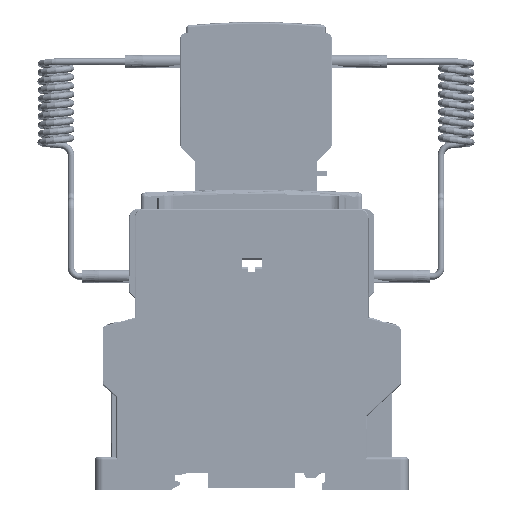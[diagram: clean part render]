
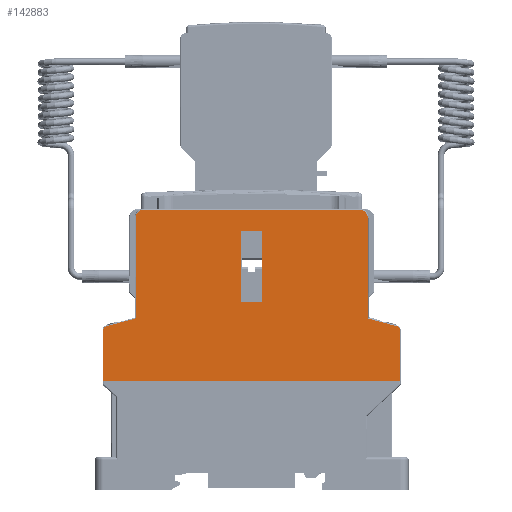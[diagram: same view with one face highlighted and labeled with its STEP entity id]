
A CAD part, top view. The second image highlights one B-rep face of the part: STEP entity #142883.
In plain terms, the highlighted planar face has unit normal (0, 0, 1).
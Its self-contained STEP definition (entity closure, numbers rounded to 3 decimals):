
#7324=DIRECTION('',(1.,0.,0.));
#7325=VECTOR('',#7324,13.471);
#7326=CARTESIAN_POINT('',(20.718,19.751,22.533));
#7327=LINE('',#7326,#7325);
#7328=DIRECTION('',(1.,0.,0.));
#7329=VECTOR('',#7328,5.332);
#7330=CARTESIAN_POINT('',(15.386,19.751,22.533));
#7331=LINE('',#7330,#7329);
#7332=DIRECTION('',(1.,0.,0.));
#7333=VECTOR('',#7332,30.784);
#7334=CARTESIAN_POINT('',(-15.398,19.751,22.533));
#7335=LINE('',#7334,#7333);
#7336=DIRECTION('',(1.,0.,0.));
#7337=VECTOR('',#7336,5.332);
#7338=CARTESIAN_POINT('',(-20.73,19.751,22.533));
#7339=LINE('',#7338,#7337);
#7340=DIRECTION('',(1.,0.,0.));
#7341=VECTOR('',#7340,13.471);
#7342=CARTESIAN_POINT('',(-34.201,19.751,22.533));
#7343=LINE('',#7342,#7341);
#7344=DIRECTION('',(1.,0.,0.));
#7345=VECTOR('',#7344,0.119);
#7346=CARTESIAN_POINT('',(-34.32,19.751,22.533));
#7347=LINE('',#7346,#7345);
#7348=CARTESIAN_POINT('',(-33.515,31.628,22.533));
#7349=DIRECTION('',(0.,0.,1.));
#7350=DIRECTION('',(-0.259,0.966,0.));
#7351=AXIS2_PLACEMENT_3D('',#7348,#7349,#7350);
#7353=DIRECTION('',(-0.966,-0.259,0.));
#7354=VECTOR('',#7353,7.09);
#7355=CARTESIAN_POINT('',(-26.876,34.241,22.533));
#7356=LINE('',#7355,#7354);
#7357=CARTESIAN_POINT('',(-25.065,57.577,22.533));
#7358=DIRECTION('',(0.,0.,1.));
#7359=DIRECTION('',(0.,1.,0.));
#7360=AXIS2_PLACEMENT_3D('',#7357,#7358,#7359);
#7362=CARTESIAN_POINT('',(25.034,57.577,22.533));
#7363=DIRECTION('',(0.,0.,1.));
#7364=DIRECTION('',(1.,0.,0.));
#7365=AXIS2_PLACEMENT_3D('',#7362,#7363,#7364);
#7367=DIRECTION('',(-0.966,0.259,0.));
#7368=VECTOR('',#7367,7.09);
#7369=CARTESIAN_POINT('',(33.693,32.406,22.533));
#7370=LINE('',#7369,#7368);
#7371=CARTESIAN_POINT('',(33.485,31.628,22.533));
#7372=DIRECTION('',(0.,0.,1.));
#7373=DIRECTION('',(1.,0.,0.));
#7374=AXIS2_PLACEMENT_3D('',#7371,#7372,#7373);
#7376=DIRECTION('',(1.,0.,0.));
#7377=VECTOR('',#7376,0.101);
#7378=CARTESIAN_POINT('',(34.189,19.751,22.533));
#7379=LINE('',#7378,#7377);
#7380=DIRECTION('',(-1.,0.,0.));
#7381=VECTOR('',#7380,4.829);
#7382=CARTESIAN_POINT('',(2.399,37.959,22.533));
#7383=LINE('',#7382,#7381);
#7384=DIRECTION('',(0.,-1.,0.));
#7385=VECTOR('',#7384,16.599);
#7386=CARTESIAN_POINT('',(2.399,54.559,22.533));
#7387=LINE('',#7386,#7385);
#7388=DIRECTION('',(1.,0.,0.));
#7389=VECTOR('',#7388,4.829);
#7390=CARTESIAN_POINT('',(-2.43,54.559,22.533));
#7391=LINE('',#7390,#7389);
#7392=DIRECTION('',(0.,1.,0.));
#7393=VECTOR('',#7392,16.599);
#7394=CARTESIAN_POINT('',(-2.43,37.959,22.533));
#7395=LINE('',#7394,#7393);
#31852=DIRECTION('',(0.,-1.,0.));
#31853=VECTOR('',#31852,23.336);
#31854=CARTESIAN_POINT('',(26.845,57.577,22.533));
#31855=LINE('',#31854,#31853);
#31866=CARTESIAN_POINT('',(26.845,34.241,22.533));
#31887=DIRECTION('',(0.,-1.,0.));
#31888=VECTOR('',#31887,11.878);
#31889=CARTESIAN_POINT('',(34.29,31.628,22.533));
#31890=LINE('',#31889,#31888);
#41611=DIRECTION('',(1.,0.,0.));
#41612=VECTOR('',#41611,50.099);
#41613=CARTESIAN_POINT('',(-25.065,59.387,
22.533));
#41614=LINE('',#41613,#41612);
#41650=DIRECTION('',(0.,1.,0.));
#41651=VECTOR('',#41650,23.336);
#41652=CARTESIAN_POINT('',(-26.876,34.241,
22.533));
#41653=LINE('',#41652,#41651);
#41660=CARTESIAN_POINT('',(-26.876,34.241,
22.533));
#41693=DIRECTION('',(0.,1.,0.));
#41694=VECTOR('',#41693,11.878);
#41695=CARTESIAN_POINT('',(-34.32,19.751,
22.533));
#41696=LINE('',#41695,#41694);
#105873=CARTESIAN_POINT('',(20.718,19.751,
22.533));
#105875=VERTEX_POINT('',#105873);
#105896=CARTESIAN_POINT('',(15.386,19.751,
22.533));
#105898=VERTEX_POINT('',#105896);
#105905=CARTESIAN_POINT('',(-15.398,19.751,
22.533));
#105907=VERTEX_POINT('',#105905);
#105920=CARTESIAN_POINT('',(-20.73,19.751,
22.533));
#105922=VERTEX_POINT('',#105920);
#105938=CARTESIAN_POINT('',(-34.201,19.751,
22.533));
#105940=VERTEX_POINT('',#105938);
#108636=CARTESIAN_POINT('',(34.189,19.751,
22.533));
#108637=VERTEX_POINT('',#108636);
#125895=CARTESIAN_POINT('',(-34.32,19.751,
22.533));
#125896=VERTEX_POINT('',#125895);
#125901=CARTESIAN_POINT('',(34.29,19.751,
22.533));
#125902=VERTEX_POINT('',#125901);
#128600=VERTEX_POINT('',#41660);
#128601=CARTESIAN_POINT('',(-33.724,32.406,
22.533));
#128602=VERTEX_POINT('',#128601);
#128605=CARTESIAN_POINT('',(-26.876,57.577,
22.533));
#128606=VERTEX_POINT('',#128605);
#130662=CARTESIAN_POINT('',(-2.43,37.959,
22.533));
#130663=CARTESIAN_POINT('',(-2.43,54.559,
22.533));
#130664=VERTEX_POINT('',#130662);
#130665=VERTEX_POINT('',#130663);
#130670=CARTESIAN_POINT('',(2.399,54.559,
22.533));
#130671=VERTEX_POINT('',#130670);
#130674=CARTESIAN_POINT('',(2.399,37.959,
22.533));
#130675=VERTEX_POINT('',#130674);
#131750=CARTESIAN_POINT('',(-34.32,31.628,
22.533));
#131751=VERTEX_POINT('',#131750);
#131752=CARTESIAN_POINT('',(-25.065,59.387,
22.533));
#131753=VERTEX_POINT('',#131752);
#131754=CARTESIAN_POINT('',(25.034,59.387,
22.533));
#131755=VERTEX_POINT('',#131754);
#131756=CARTESIAN_POINT('',(26.845,57.577,
22.533));
#131757=VERTEX_POINT('',#131756);
#131758=VERTEX_POINT('',#31866);
#131759=CARTESIAN_POINT('',(33.693,32.406,
22.533));
#131760=VERTEX_POINT('',#131759);
#131761=CARTESIAN_POINT('',(34.29,31.628,
22.533));
#131762=VERTEX_POINT('',#131761);
#142834=CARTESIAN_POINT('',(-37.741,-6.657,
22.533));
#142835=DIRECTION('',(0.,0.,1.));
#142836=DIRECTION('',(1.,0.,0.));
#142837=AXIS2_PLACEMENT_3D('',#142834,#142835,#142836);
#142838=PLANE('',#142837);
#142839=ORIENTED_EDGE('',*,*,#142799,.F.);
#142841=ORIENTED_EDGE('',*,*,#142840,.F.);
#142842=ORIENTED_EDGE('',*,*,#142791,.F.);
#142844=ORIENTED_EDGE('',*,*,#142843,.F.);
#142845=ORIENTED_EDGE('',*,*,#142783,.F.);
#142847=ORIENTED_EDGE('',*,*,#142846,.F.);
#142849=ORIENTED_EDGE('',*,*,#142848,.T.);
#142851=ORIENTED_EDGE('',*,*,#142850,.F.);
#142853=ORIENTED_EDGE('',*,*,#142852,.F.);
#142855=ORIENTED_EDGE('',*,*,#142854,.T.);
#142857=ORIENTED_EDGE('',*,*,#142856,.F.);
#142859=ORIENTED_EDGE('',*,*,#142858,.T.);
#142861=ORIENTED_EDGE('',*,*,#142860,.F.);
#142863=ORIENTED_EDGE('',*,*,#142862,.T.);
#142865=ORIENTED_EDGE('',*,*,#142864,.F.);
#142867=ORIENTED_EDGE('',*,*,#142866,.F.);
#142869=ORIENTED_EDGE('',*,*,#142868,.T.);
#142870=ORIENTED_EDGE('',*,*,#142824,.F.);
#142871=EDGE_LOOP('',(#142839,#142841,#142842,#142844,#142845,#142847,#142849,
#142851,#142853,#142855,#142857,#142859,#142861,#142863,#142865,#142867,#142869,
#142870));
#142872=FACE_OUTER_BOUND('',#142871,.F.);
#142874=ORIENTED_EDGE('',*,*,#142873,.F.);
#142876=ORIENTED_EDGE('',*,*,#142875,.F.);
#142878=ORIENTED_EDGE('',*,*,#142877,.F.);
#142880=ORIENTED_EDGE('',*,*,#142879,.F.);
#142881=EDGE_LOOP('',(#142874,#142876,#142878,#142880));
#142882=FACE_BOUND('',#142881,.F.);
#142883=ADVANCED_FACE('',(#142872,#142882),#142838,.T.);
#7352=CIRCLE('',#7351,0.805);
#7361=CIRCLE('',#7360,1.811);
#7366=CIRCLE('',#7365,1.811);
#7375=CIRCLE('',#7374,0.805);
#142783=EDGE_CURVE('',#105940,#105922,#7343,.T.);
#142791=EDGE_CURVE('',#105907,#105898,#7335,.T.);
#142799=EDGE_CURVE('',#105875,#108637,#7327,.T.);
#142824=EDGE_CURVE('',#108637,#125902,#7379,.T.);
#142840=EDGE_CURVE('',#105898,#105875,#7331,.T.);
#142843=EDGE_CURVE('',#105922,#105907,#7339,.T.);
#142846=EDGE_CURVE('',#125896,#105940,#7347,.T.);
#142848=EDGE_CURVE('',#125896,#131751,#41696,.T.);
#142850=EDGE_CURVE('',#128602,#131751,#7352,.T.);
#142852=EDGE_CURVE('',#128600,#128602,#7356,.T.);
#142854=EDGE_CURVE('',#128600,#128606,#41653,.T.);
#142856=EDGE_CURVE('',#131753,#128606,#7361,.T.);
#142858=EDGE_CURVE('',#131753,#131755,#41614,.T.);
#142860=EDGE_CURVE('',#131757,#131755,#7366,.T.);
#142862=EDGE_CURVE('',#131757,#131758,#31855,.T.);
#142864=EDGE_CURVE('',#131760,#131758,#7370,.T.);
#142866=EDGE_CURVE('',#131762,#131760,#7375,.T.);
#142868=EDGE_CURVE('',#131762,#125902,#31890,.T.);
#142873=EDGE_CURVE('',#130675,#130664,#7383,.T.);
#142875=EDGE_CURVE('',#130671,#130675,#7387,.T.);
#142877=EDGE_CURVE('',#130665,#130671,#7391,.T.);
#142879=EDGE_CURVE('',#130664,#130665,#7395,.T.);
